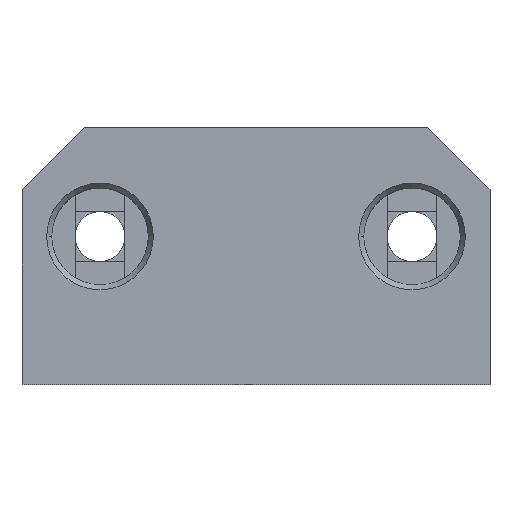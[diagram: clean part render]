
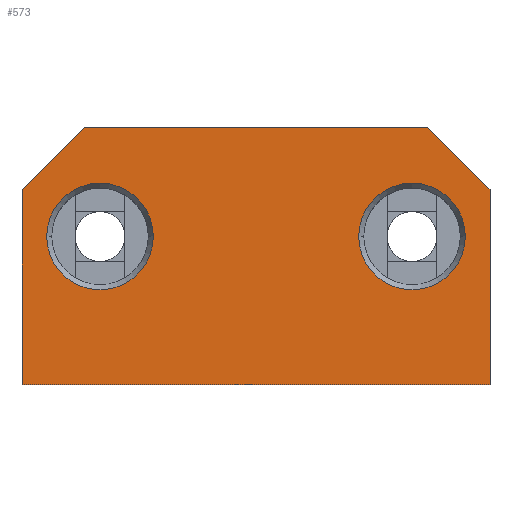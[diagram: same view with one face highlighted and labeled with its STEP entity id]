
A CAD part, top view. The second image highlights one B-rep face of the part: STEP entity #573.
In plain terms, the highlighted planar face has unit normal (0, 0, 1).
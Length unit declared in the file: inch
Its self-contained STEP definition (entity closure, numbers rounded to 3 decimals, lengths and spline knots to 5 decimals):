
#4 = CARTESIAN_POINT ( 'NONE',  ( -0.52822, 1.77165, 0.33465 ) ) ;
#32 = DIRECTION ( 'NONE',  ( 0., 1., 0. ) ) ;
#52 = VERTEX_POINT ( 'NONE', #1833 ) ;
#72 = AXIS2_PLACEMENT_3D ( 'NONE', #504, #1506, #1829 ) ;
#88 = CARTESIAN_POINT ( 'NONE',  ( 0.52822, 1.77165, 0.33465 ) ) ;
#128 = DIRECTION ( 'NONE',  ( 1., 0., 0. ) ) ;
#143 = CARTESIAN_POINT ( 'NONE',  ( 0.59055, 2.04724, 0.33465 ) ) ;
#180 = VECTOR ( 'NONE', #1801, 39.37008 ) ;
#182 = DIRECTION ( 'NONE',  ( 1., 0., 0. ) ) ;
#208 = EDGE_CURVE ( 'NONE', #476, #558, #1295, .T. ) ;
#229 = EDGE_LOOP ( 'NONE', ( #1453, #1369, #363, #1969, #330, #962 ) ) ;
#240 = EDGE_CURVE ( 'NONE', #1103, #52, #961, .T. ) ;
#253 = VERTEX_POINT ( 'NONE', #1121 ) ;
#312 = CARTESIAN_POINT ( 'NONE',  ( -0.3937, 1.77165, 0.33465 ) ) ;
#330 = ORIENTED_EDGE ( 'NONE', *, *, #1978, .F. ) ;
#355 = AXIS2_PLACEMENT_3D ( 'NONE', #312, #1807, #1460 ) ;
#363 = ORIENTED_EDGE ( 'NONE', *, *, #1601, .F. ) ;
#379 = CIRCLE ( 'NONE', #1888, 0.13451 ) ;
#422 = DIRECTION ( 'NONE',  ( -1., 0., 0. ) ) ;
#467 = FACE_BOUND ( 'NONE', #1910, .T. ) ;
#476 = VERTEX_POINT ( 'NONE', #2150 ) ;
#485 = DIRECTION ( 'NONE',  ( 0., 0., 1. ) ) ;
#504 = CARTESIAN_POINT ( 'NONE',  ( -0.3937, 1.77165, 0.33465 ) ) ;
#518 = FACE_BOUND ( 'NONE', #1908, .T. ) ;
#558 = VERTEX_POINT ( 'NONE', #2002 ) ;
#560 = CARTESIAN_POINT ( 'NONE',  ( 0.59055, 1.39764, 0.33465 ) ) ;
#573 = ADVANCED_FACE ( 'NONE', ( #518, #467, #1718 ), #1417, .F. ) ;
#589 = AXIS2_PLACEMENT_3D ( 'NONE', #1476, #485, #128 ) ;
#601 = AXIS2_PLACEMENT_3D ( 'NONE', #1580, #1400, #422 ) ;
#646 = CIRCLE ( 'NONE', #355, 0.13451 ) ;
#653 = CARTESIAN_POINT ( 'NONE',  ( -0.59055, 1.88976, 0.33465 ) ) ;
#657 = EDGE_CURVE ( 'NONE', #1715, #253, #379, .T. ) ;
#709 = CARTESIAN_POINT ( 'NONE',  ( -0.59055, 1.88976, 0.33465 ) ) ;
#727 = EDGE_CURVE ( 'NONE', #1063, #862, #1850, .T. ) ;
#780 = VECTOR ( 'NONE', #32, 39.37008 ) ;
#857 = VECTOR ( 'NONE', #917, 39.37008 ) ;
#862 = VERTEX_POINT ( 'NONE', #4 ) ;
#885 = VECTOR ( 'NONE', #936, 39.37008 ) ;
#912 = VERTEX_POINT ( 'NONE', #709 ) ;
#917 = DIRECTION ( 'NONE',  ( -1., 0., 0. ) ) ;
#936 = DIRECTION ( 'NONE',  ( 0.707, -0.707, 0. ) ) ;
#961 = LINE ( 'NONE', #2110, #885 ) ;
#962 = ORIENTED_EDGE ( 'NONE', *, *, #240, .F. ) ;
#1016 = ORIENTED_EDGE ( 'NONE', *, *, #657, .F. ) ;
#1054 = CARTESIAN_POINT ( 'NONE',  ( -0.59055, 1.39764, 0.33465 ) ) ;
#1063 = VERTEX_POINT ( 'NONE', #2060 ) ;
#1103 = VERTEX_POINT ( 'NONE', #1238 ) ;
#1109 = DIRECTION ( 'NONE',  ( 1., 0., 0. ) ) ;
#1121 = CARTESIAN_POINT ( 'NONE',  ( 0.25919, 1.77165, 0.33465 ) ) ;
#1209 = LINE ( 'NONE', #1054, #780 ) ;
#1218 = ORIENTED_EDGE ( 'NONE', *, *, #1314, .F. ) ;
#1238 = CARTESIAN_POINT ( 'NONE',  ( 0.43307, 2.04724, 0.33465 ) ) ;
#1243 = EDGE_CURVE ( 'NONE', #862, #1063, #646, .T. ) ;
#1247 = DIRECTION ( 'NONE',  ( 0., 0., 1. ) ) ;
#1295 = LINE ( 'NONE', #560, #857 ) ;
#1308 = VECTOR ( 'NONE', #1310, 39.37008 ) ;
#1310 = DIRECTION ( 'NONE',  ( 0.707, 0.707, 0. ) ) ;
#1314 = EDGE_CURVE ( 'NONE', #253, #1715, #2009, .T. ) ;
#1357 = LINE ( 'NONE', #1792, #180 ) ;
#1369 = ORIENTED_EDGE ( 'NONE', *, *, #1973, .F. ) ;
#1394 = ORIENTED_EDGE ( 'NONE', *, *, #727, .F. ) ;
#1400 = DIRECTION ( 'NONE',  ( 0., 0., -1. ) ) ;
#1403 = VERTEX_POINT ( 'NONE', #1836 ) ;
#1417 = PLANE ( 'NONE',  #601 ) ;
#1427 = CARTESIAN_POINT ( 'NONE',  ( 0.3937, 1.77165, 0.33465 ) ) ;
#1453 = ORIENTED_EDGE ( 'NONE', *, *, #1991, .F. ) ;
#1460 = DIRECTION ( 'NONE',  ( 1., 0., 0. ) ) ;
#1476 = CARTESIAN_POINT ( 'NONE',  ( 0.3937, 1.77165, 0.33465 ) ) ;
#1506 = DIRECTION ( 'NONE',  ( 0., 0., 1. ) ) ;
#1580 = CARTESIAN_POINT ( 'NONE',  ( 0.59055, 1.39764, 0.33465 ) ) ;
#1599 = VECTOR ( 'NONE', #1109, 39.37008 ) ;
#1601 = EDGE_CURVE ( 'NONE', #558, #912, #1209, .T. ) ;
#1618 = ORIENTED_EDGE ( 'NONE', *, *, #1243, .F. ) ;
#1715 = VERTEX_POINT ( 'NONE', #88 ) ;
#1718 = FACE_OUTER_BOUND ( 'NONE', #229, .T. ) ;
#1792 = CARTESIAN_POINT ( 'NONE',  ( 0.59055, 1.39764, 0.33465 ) ) ;
#1797 = LINE ( 'NONE', #653, #1308 ) ;
#1801 = DIRECTION ( 'NONE',  ( 0., -1., 0. ) ) ;
#1807 = DIRECTION ( 'NONE',  ( 0., 0., 1. ) ) ;
#1829 = DIRECTION ( 'NONE',  ( 1., 0., 0. ) ) ;
#1833 = CARTESIAN_POINT ( 'NONE',  ( 0.59055, 1.88976, 0.33465 ) ) ;
#1836 = CARTESIAN_POINT ( 'NONE',  ( -0.43307, 2.04724, 0.33465 ) ) ;
#1850 = CIRCLE ( 'NONE', #72, 0.13451 ) ;
#1888 = AXIS2_PLACEMENT_3D ( 'NONE', #1427, #1247, #182 ) ;
#1908 = EDGE_LOOP ( 'NONE', ( #1016, #1218 ) ) ;
#1910 = EDGE_LOOP ( 'NONE', ( #1394, #1618 ) ) ;
#1969 = ORIENTED_EDGE ( 'NONE', *, *, #208, .F. ) ;
#1973 = EDGE_CURVE ( 'NONE', #912, #1403, #1797, .T. ) ;
#1974 = LINE ( 'NONE', #143, #1599 ) ;
#1978 = EDGE_CURVE ( 'NONE', #52, #476, #1357, .T. ) ;
#1991 = EDGE_CURVE ( 'NONE', #1403, #1103, #1974, .T. ) ;
#2002 = CARTESIAN_POINT ( 'NONE',  ( -0.59055, 1.39764, 0.33465 ) ) ;
#2009 = CIRCLE ( 'NONE', #589, 0.13451 ) ;
#2060 = CARTESIAN_POINT ( 'NONE',  ( -0.25919, 1.77165, 0.33465 ) ) ;
#2110 = CARTESIAN_POINT ( 'NONE',  ( 0.43307, 2.04724, 0.33465 ) ) ;
#2150 = CARTESIAN_POINT ( 'NONE',  ( 0.59055, 1.39764, 0.33465 ) ) ;
